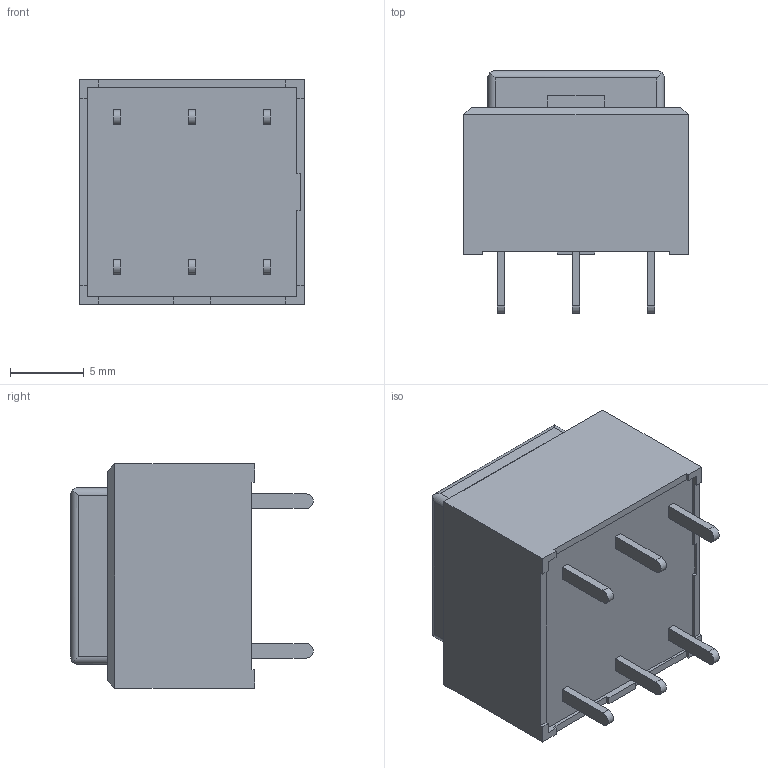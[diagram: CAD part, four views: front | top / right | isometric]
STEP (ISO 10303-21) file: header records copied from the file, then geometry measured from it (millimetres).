
FILE_DESCRIPTION( ( 'STEP AP214' ), '1' );
FILE_NAME( 'UB25SKW03N-G.stp', '2020-08-15T00:43:43', ( 'License CC BY-ND 4.0' ), ( 'CADENAS' ), ' ', 'PARTsolutions', ' ' );
FILE_SCHEMA( ( 'AUTOMOTIVE_DESIGN { 1 0 10303 214 1 1 1 1 }' ) );
Length unit declared in the file: inch
Products named in the file (4): UB25SKW03N-G; _UB2SK-nibody_; _UBW-straight_pc; _UBSKG
Assembly tree (8 placements, depth 2):
  UB25SKW03N-G
    _UB2SK-nibody_
    _UBW-straight_pc  x6
    _UBSKG
Bounding box: 15.24 x 16.48 x 15.24 mm (x, y, z)
Volume: 1666.5 mm3; surface area: 1908.8 mm2
Topology: 8 solids, 8 shells, 115 faces, 284 edges, 188 vertices
Faces by surface type: plane 93, cylinder 22
Entity records: 3390 total; most frequent: CARTESIAN_POINT 466, ORIENTED_EDGE 448, DIRECTION 446, EDGE_CURVE 224, LINE 190, VECTOR 190, VERTEX_POINT 148, AXIS2_PLACEMENT_3D 128
